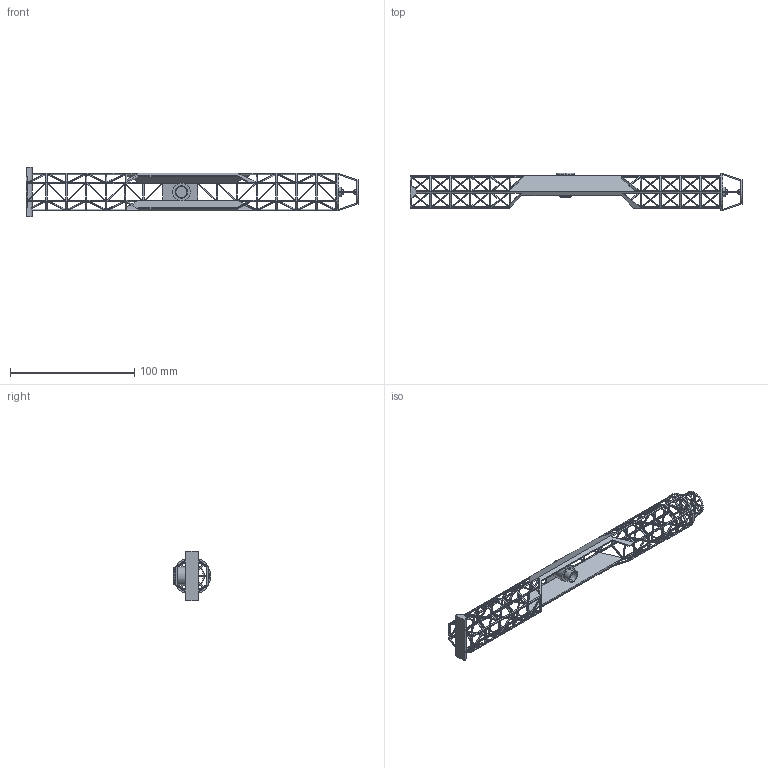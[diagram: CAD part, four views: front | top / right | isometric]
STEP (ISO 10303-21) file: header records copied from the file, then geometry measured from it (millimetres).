
FILE_DESCRIPTION (( 'STEP AP203' ), '1' );
FILE_NAME ('central truss.par_Défaut_sldprt.STEP', '2024-03-20T04:11:15', ( '' ), ( '' ), 'SwSTEP 2.0', 'SolidWorks 2022', '' );
FILE_SCHEMA (( 'CONFIG_CONTROL_DESIGN' ));
Length unit declared in the file: millimetre
Products named in the file (1): central truss.par_Défaut_sldprt
Bounding box: 266.93 x 30 x 40 mm (x, y, z)
Volume: 10265.5 mm3; surface area: 22945.6 mm2
Topology: 1 solids, 1 shells, 570 faces, 1710 edges, 1081 vertices
Faces by surface type: plane 530, cylinder 38, torus 2
Entity records: 19444 total; most frequent: CARTESIAN_POINT 3446, ORIENTED_EDGE 3420, DIRECTION 2969, EDGE_CURVE 1710, VECTOR 1537, LINE 1537, VERTEX_POINT 1081, EDGE_LOOP 831
